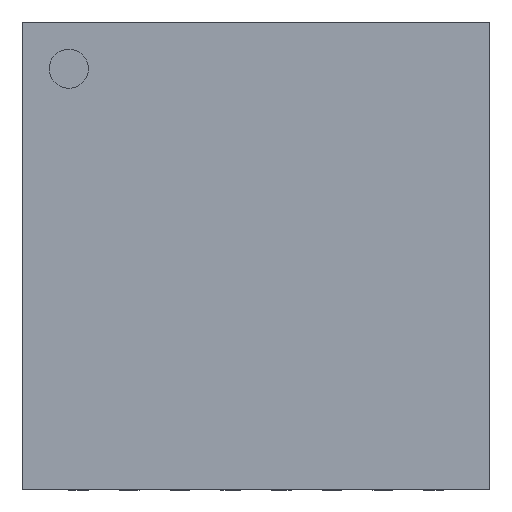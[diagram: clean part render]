
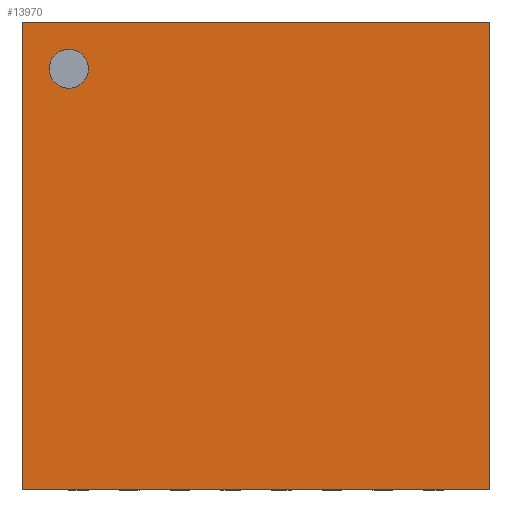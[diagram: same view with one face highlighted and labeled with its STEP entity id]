
A CAD part, top view. The second image highlights one B-rep face of the part: STEP entity #13970.
In plain terms, the highlighted planar face has unit normal (0, 0, 1).
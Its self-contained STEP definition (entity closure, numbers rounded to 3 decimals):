
#214 = PLANE('',#215);
#215 = AXIS2_PLACEMENT_3D('',#216,#217,#218);
#216 = CARTESIAN_POINT('',(-2.99,2.99,0.02));
#217 = DIRECTION('',(1.,0.,0.));
#218 = DIRECTION('',(0.,0.,1.));
#468 = PLANE('',#469);
#469 = AXIS2_PLACEMENT_3D('',#470,#471,#472);
#470 = CARTESIAN_POINT('',(-2.99,2.99,0.02));
#471 = DIRECTION('',(0.,-1.,0.));
#472 = DIRECTION('',(0.,0.,1.));
#1313 = PLANE('',#1314);
#1314 = AXIS2_PLACEMENT_3D('',#1315,#1316,#1317);
#1315 = CARTESIAN_POINT('',(-2.99,-2.99,0.02));
#1316 = DIRECTION('',(0.,-1.,0.));
#1317 = DIRECTION('',(0.,0.,1.));
#2221 = PLANE('',#2222);
#2222 = AXIS2_PLACEMENT_3D('',#2223,#2224,#2225);
#2223 = CARTESIAN_POINT('',(2.99,2.99,0.02));
#2224 = DIRECTION('',(1.,0.,0.));
#2225 = DIRECTION('',(0.,0.,1.));
#4133 = VERTEX_POINT('',#4134);
#4134 = CARTESIAN_POINT('',(-2.99,2.99,0.92));
#4155 = EDGE_CURVE('',#4133,#4156,#4158,.T.);
#4156 = VERTEX_POINT('',#4157);
#4157 = CARTESIAN_POINT('',(-2.99,-2.99,0.92));
#4158 = SURFACE_CURVE('',#4159,(#4163,#4170),.PCURVE_S1.);
#4159 = LINE('',#4160,#4161);
#4160 = CARTESIAN_POINT('',(-2.99,2.99,0.92));
#4161 = VECTOR('',#4162,1.);
#4162 = DIRECTION('',(0.,-1.,0.));
#4163 = PCURVE('',#214,#4164);
#4164 = DEFINITIONAL_REPRESENTATION('',(#4165),#4169);
#4165 = LINE('',#4166,#4167);
#4166 = CARTESIAN_POINT('',(0.9,0.));
#4167 = VECTOR('',#4168,1.);
#4168 = DIRECTION('',(0.,1.));
#4169 = ( GEOMETRIC_REPRESENTATION_CONTEXT(2)
PARAMETRIC_REPRESENTATION_CONTEXT() REPRESENTATION_CONTEXT('2D SPACE',''
) );
#4170 = PCURVE('',#4171,#4176);
#4171 = PLANE('',#4172);
#4172 = AXIS2_PLACEMENT_3D('',#4173,#4174,#4175);
#4173 = CARTESIAN_POINT('',(-2.99,2.99,0.92));
#4174 = DIRECTION('',(0.,0.,1.));
#4175 = DIRECTION('',(0.,-1.,0.));
#4176 = DEFINITIONAL_REPRESENTATION('',(#4177),#4181);
#4177 = LINE('',#4178,#4179);
#4178 = CARTESIAN_POINT('',(0.,0.));
#4179 = VECTOR('',#4180,1.);
#4180 = DIRECTION('',(1.,0.));
#4181 = ( GEOMETRIC_REPRESENTATION_CONTEXT(2)
PARAMETRIC_REPRESENTATION_CONTEXT() REPRESENTATION_CONTEXT('2D SPACE',''
) );
#4727 = EDGE_CURVE('',#4133,#4728,#4730,.T.);
#4728 = VERTEX_POINT('',#4729);
#4729 = CARTESIAN_POINT('',(2.99,2.99,0.92));
#4730 = SURFACE_CURVE('',#4731,(#4735,#4742),.PCURVE_S1.);
#4731 = LINE('',#4732,#4733);
#4732 = CARTESIAN_POINT('',(-2.99,2.99,0.92));
#4733 = VECTOR('',#4734,1.);
#4734 = DIRECTION('',(1.,0.,0.));
#4735 = PCURVE('',#468,#4736);
#4736 = DEFINITIONAL_REPRESENTATION('',(#4737),#4741);
#4737 = LINE('',#4738,#4739);
#4738 = CARTESIAN_POINT('',(0.9,0.));
#4739 = VECTOR('',#4740,1.);
#4740 = DIRECTION('',(0.,-1.));
#4741 = ( GEOMETRIC_REPRESENTATION_CONTEXT(2)
PARAMETRIC_REPRESENTATION_CONTEXT() REPRESENTATION_CONTEXT('2D SPACE',''
) );
#4742 = PCURVE('',#4171,#4743);
#4743 = DEFINITIONAL_REPRESENTATION('',(#4744),#4748);
#4744 = LINE('',#4745,#4746);
#4745 = CARTESIAN_POINT('',(0.,0.));
#4746 = VECTOR('',#4747,1.);
#4747 = DIRECTION('',(0.,1.));
#4748 = ( GEOMETRIC_REPRESENTATION_CONTEXT(2)
PARAMETRIC_REPRESENTATION_CONTEXT() REPRESENTATION_CONTEXT('2D SPACE',''
) );
#8818 = EDGE_CURVE('',#4728,#8819,#8821,.T.);
#8819 = VERTEX_POINT('',#8820);
#8820 = CARTESIAN_POINT('',(2.99,-2.99,0.92));
#8821 = SURFACE_CURVE('',#8822,(#8826,#8833),.PCURVE_S1.);
#8822 = LINE('',#8823,#8824);
#8823 = CARTESIAN_POINT('',(2.99,2.99,0.92));
#8824 = VECTOR('',#8825,1.);
#8825 = DIRECTION('',(0.,-1.,0.));
#8826 = PCURVE('',#2221,#8827);
#8827 = DEFINITIONAL_REPRESENTATION('',(#8828),#8832);
#8828 = LINE('',#8829,#8830);
#8829 = CARTESIAN_POINT('',(0.9,0.));
#8830 = VECTOR('',#8831,1.);
#8831 = DIRECTION('',(0.,1.));
#8832 = ( GEOMETRIC_REPRESENTATION_CONTEXT(2)
PARAMETRIC_REPRESENTATION_CONTEXT() REPRESENTATION_CONTEXT('2D SPACE',''
) );
#8833 = PCURVE('',#4171,#8834);
#8834 = DEFINITIONAL_REPRESENTATION('',(#8835),#8839);
#8835 = LINE('',#8836,#8837);
#8836 = CARTESIAN_POINT('',(0.,5.98));
#8837 = VECTOR('',#8838,1.);
#8838 = DIRECTION('',(1.,0.));
#8839 = ( GEOMETRIC_REPRESENTATION_CONTEXT(2)
PARAMETRIC_REPRESENTATION_CONTEXT() REPRESENTATION_CONTEXT('2D SPACE',''
) );
#9425 = EDGE_CURVE('',#4156,#8819,#9426,.T.);
#9426 = SURFACE_CURVE('',#9427,(#9431,#9438),.PCURVE_S1.);
#9427 = LINE('',#9428,#9429);
#9428 = CARTESIAN_POINT('',(-2.99,-2.99,0.92));
#9429 = VECTOR('',#9430,1.);
#9430 = DIRECTION('',(1.,0.,0.));
#9431 = PCURVE('',#1313,#9432);
#9432 = DEFINITIONAL_REPRESENTATION('',(#9433),#9437);
#9433 = LINE('',#9434,#9435);
#9434 = CARTESIAN_POINT('',(0.9,0.));
#9435 = VECTOR('',#9436,1.);
#9436 = DIRECTION('',(0.,-1.));
#9437 = ( GEOMETRIC_REPRESENTATION_CONTEXT(2)
PARAMETRIC_REPRESENTATION_CONTEXT() REPRESENTATION_CONTEXT('2D SPACE',''
) );
#9438 = PCURVE('',#4171,#9439);
#9439 = DEFINITIONAL_REPRESENTATION('',(#9440),#9444);
#9440 = LINE('',#9441,#9442);
#9441 = CARTESIAN_POINT('',(5.98,0.));
#9442 = VECTOR('',#9443,1.);
#9443 = DIRECTION('',(0.,1.));
#9444 = ( GEOMETRIC_REPRESENTATION_CONTEXT(2)
PARAMETRIC_REPRESENTATION_CONTEXT() REPRESENTATION_CONTEXT('2D SPACE',''
) );
#13970 = ADVANCED_FACE('',(#13971,#13977),#4171,.T.);
#13971 = FACE_BOUND('',#13972,.T.);
#13972 = EDGE_LOOP('',(#13973,#13974,#13975,#13976));
#13973 = ORIENTED_EDGE('',*,*,#4727,.F.);
#13974 = ORIENTED_EDGE('',*,*,#4155,.T.);
#13975 = ORIENTED_EDGE('',*,*,#9425,.T.);
#13976 = ORIENTED_EDGE('',*,*,#8818,.F.);
#13977 = FACE_BOUND('',#13978,.T.);
#13978 = EDGE_LOOP('',(#13979));
#13979 = ORIENTED_EDGE('',*,*,#13980,.T.);
#13980 = EDGE_CURVE('',#13981,#13981,#13983,.T.);
#13981 = VERTEX_POINT('',#13982);
#13982 = CARTESIAN_POINT('',(-2.4,2.15,0.92));
#13983 = SURFACE_CURVE('',#13984,(#13989,#14000),.PCURVE_S1.);
#13984 = CIRCLE('',#13985,0.25);
#13985 = AXIS2_PLACEMENT_3D('',#13986,#13987,#13988);
#13986 = CARTESIAN_POINT('',(-2.4,2.4,0.92));
#13987 = DIRECTION('',(0.,-0.,-1.));
#13988 = DIRECTION('',(0.,-1.,0.));
#13989 = PCURVE('',#4171,#13990);
#13990 = DEFINITIONAL_REPRESENTATION('',(#13991),#13999);
#13991 = ( BOUNDED_CURVE() B_SPLINE_CURVE(2,(#13992,#13993,#13994,#13995
,#13996,#13997,#13998),.UNSPECIFIED.,.T.,.F.)
B_SPLINE_CURVE_WITH_KNOTS((1,2,2,2,2,1),(-2.094,0.,
2.094,4.189,6.283,8.378),
.UNSPECIFIED.) CURVE() GEOMETRIC_REPRESENTATION_ITEM()
RATIONAL_B_SPLINE_CURVE((1.,0.5,1.,0.5,1.,0.5,1.)) REPRESENTATION_ITEM(
'') );
#13992 = CARTESIAN_POINT('',(0.84,0.59));
#13993 = CARTESIAN_POINT('',(0.84,0.157));
#13994 = CARTESIAN_POINT('',(0.465,0.373));
#13995 = CARTESIAN_POINT('',(0.09,0.59));
#13996 = CARTESIAN_POINT('',(0.465,0.807));
#13997 = CARTESIAN_POINT('',(0.84,1.023));
#13998 = CARTESIAN_POINT('',(0.84,0.59));
#13999 = ( GEOMETRIC_REPRESENTATION_CONTEXT(2)
PARAMETRIC_REPRESENTATION_CONTEXT() REPRESENTATION_CONTEXT('2D SPACE',''
) );
#14000 = PCURVE('',#14001,#14006);
#14001 = CYLINDRICAL_SURFACE('',#14002,0.25);
#14002 = AXIS2_PLACEMENT_3D('',#14003,#14004,#14005);
#14003 = CARTESIAN_POINT('',(-2.4,2.4,0.93));
#14004 = DIRECTION('',(-0.,0.,-1.));
#14005 = DIRECTION('',(0.,-1.,0.));
#14006 = DEFINITIONAL_REPRESENTATION('',(#14007),#14011);
#14007 = LINE('',#14008,#14009);
#14008 = CARTESIAN_POINT('',(-6.283,0.01));
#14009 = VECTOR('',#14010,1.);
#14010 = DIRECTION('',(1.,-0.));
#14011 = ( GEOMETRIC_REPRESENTATION_CONTEXT(2)
PARAMETRIC_REPRESENTATION_CONTEXT() REPRESENTATION_CONTEXT('2D SPACE',''
) );
